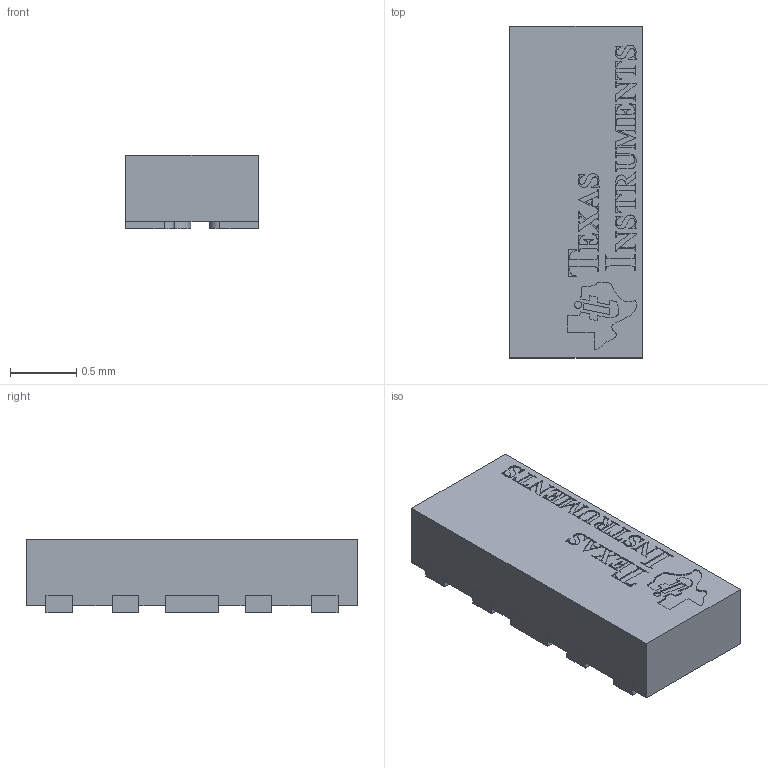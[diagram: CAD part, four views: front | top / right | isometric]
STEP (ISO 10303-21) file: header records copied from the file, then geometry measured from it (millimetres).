
FILE_DESCRIPTION(('FreeCAD Model'),'2;1');
FILE_NAME('Open CASCADE Shape Model','2025-12-04T17:27:14',(''),(''), 'Open CASCADE STEP processor 7.8','FreeCAD','Unknown');
FILE_SCHEMA(('AP242_MANAGED_MODEL_BASED_3D_ENGINEERING_MIM_LF. {1 0 10303 442 1 1 4 }'));
Length unit declared in the file: millimetre
Products named in the file (13): DQA0010A_ASM; FRAME-DQA0010A; Solid001; Solid002; Solid003; Solid004; Solid005; Solid006; Solid007; Solid008; Solid009; Solid010; Cut006
Assembly tree (12 placements, depth 3):
  DQA0010A_ASM
    FRAME-DQA0010A
      Solid001
      Solid002
      Solid003
      Solid004
      Solid005
      Solid006
      Solid007
      Solid008
      Solid009
      Solid010
    Cut006
Bounding box: 1 x 2.5 x 0.55 mm (x, y, z)
Volume: 1.3 mm3; surface area: 12.5 mm2
Topology: 11 solids, 11 shells, 776 faces, 2199 edges, 1466 vertices
Faces by surface type: extrusion 383, plane 360, cylinder 31, bspline 2
Full cylindrical faces by diameter (mm): 0.054 x1
Entity records: 55294 total; most frequent: CARTESIAN_POINT 12780, DIRECTION 6310, VECTOR 5324, LINE 4941, ORIENTED_EDGE 4398, PCURVE 4398, DEFINITIONAL_REPRESENTATION 4398, EDGE_CURVE 2199
